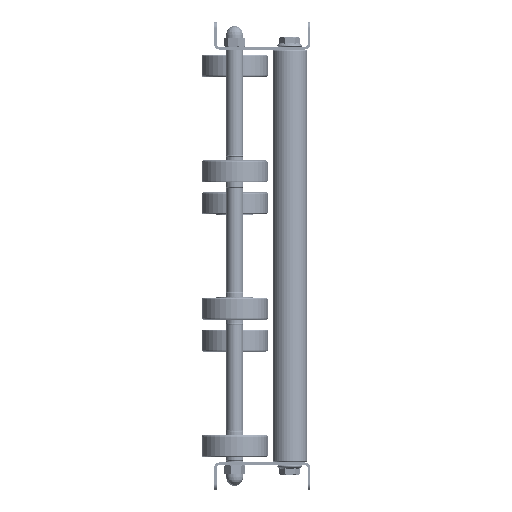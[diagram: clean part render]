
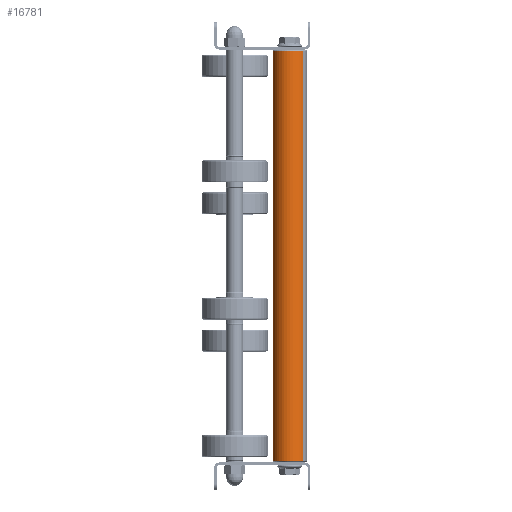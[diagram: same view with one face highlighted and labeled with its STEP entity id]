
A CAD part, left-side view. The second image highlights one B-rep face of the part: STEP entity #16781.
In plain terms, the highlighted cylindrical face has radius 12.5 mm (diameter 25 mm), a partial arc.
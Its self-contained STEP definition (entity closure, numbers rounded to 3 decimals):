
#342 = DIRECTION ( 'NONE',  ( -1., 0., 0. ) ) ;
#728 = ORIENTED_EDGE ( 'NONE', *, *, #4866, .T. ) ;
#1478 = CYLINDRICAL_SURFACE ( 'NONE', #18096, 12.5 ) ;
#1783 = CIRCLE ( 'NONE', #12234, 12.5 ) ;
#1964 = DIRECTION ( 'NONE',  ( 1., 0., 0. ) ) ;
#3638 = VECTOR ( 'NONE', #22624, 1000. ) ;
#4330 = EDGE_LOOP ( 'NONE', ( #15173, #8852, #23929, #728 ) ) ;
#4866 = EDGE_CURVE ( 'NONE', #6684, #23169, #1783, .T. ) ;
#5269 = VERTEX_POINT ( 'NONE', #21679 ) ;
#6009 = DIRECTION ( 'NONE',  ( 0., 0., -1. ) ) ;
#6096 = CARTESIAN_POINT ( 'NONE',  ( 300., 0., -12.5 ) ) ;
#6684 = VERTEX_POINT ( 'NONE', #12132 ) ;
#7631 = CARTESIAN_POINT ( 'NONE',  ( 299., 0., 0. ) ) ;
#8852 = ORIENTED_EDGE ( 'NONE', *, *, #23813, .T. ) ;
#12132 = CARTESIAN_POINT ( 'NONE',  ( 1., 0., 12.5 ) ) ;
#12234 = AXIS2_PLACEMENT_3D ( 'NONE', #19114, #1964, #15393 ) ;
#15137 = FACE_OUTER_BOUND ( 'NONE', #4330, .T. ) ;
#15173 = ORIENTED_EDGE ( 'NONE', *, *, #16815, .F. ) ;
#15393 = DIRECTION ( 'NONE',  ( 0., 0., -1. ) ) ;
#16781 = ADVANCED_FACE ( 'NONE', ( #15137 ), #1478, .T. ) ;
#16815 = EDGE_CURVE ( 'NONE', #24556, #23169, #23219, .T. ) ;
#16997 = CARTESIAN_POINT ( 'NONE',  ( 300., 0., 0. ) ) ;
#17583 = CARTESIAN_POINT ( 'NONE',  ( 1., 0., -12.5 ) ) ;
#18096 = AXIS2_PLACEMENT_3D ( 'NONE', #16997, #24588, #22719 ) ;
#18877 = VECTOR ( 'NONE', #342, 1000. ) ;
#19114 = CARTESIAN_POINT ( 'NONE',  ( 1., 0., 0. ) ) ;
#19272 = DIRECTION ( 'NONE',  ( -1., 0., 0. ) ) ;
#19321 = EDGE_CURVE ( 'NONE', #5269, #6684, #24360, .T. ) ;
#21051 = AXIS2_PLACEMENT_3D ( 'NONE', #7631, #19272, #6009 ) ;
#21335 = CARTESIAN_POINT ( 'NONE',  ( 299., 0., -12.5 ) ) ;
#21449 = CIRCLE ( 'NONE', #21051, 12.5 ) ;
#21679 = CARTESIAN_POINT ( 'NONE',  ( 299., 0., 12.5 ) ) ;
#22624 = DIRECTION ( 'NONE',  ( -1., 0., 0. ) ) ;
#22719 = DIRECTION ( 'NONE',  ( 0., 0., 1. ) ) ;
#23169 = VERTEX_POINT ( 'NONE', #17583 ) ;
#23219 = LINE ( 'NONE', #6096, #18877 ) ;
#23813 = EDGE_CURVE ( 'NONE', #24556, #5269, #21449, .T. ) ;
#23929 = ORIENTED_EDGE ( 'NONE', *, *, #19321, .T. ) ;
#24123 = CARTESIAN_POINT ( 'NONE',  ( 300., 0., 12.5 ) ) ;
#24360 = LINE ( 'NONE', #24123, #3638 ) ;
#24556 = VERTEX_POINT ( 'NONE', #21335 ) ;
#24588 = DIRECTION ( 'NONE',  ( -1., 0., 0. ) ) ;
